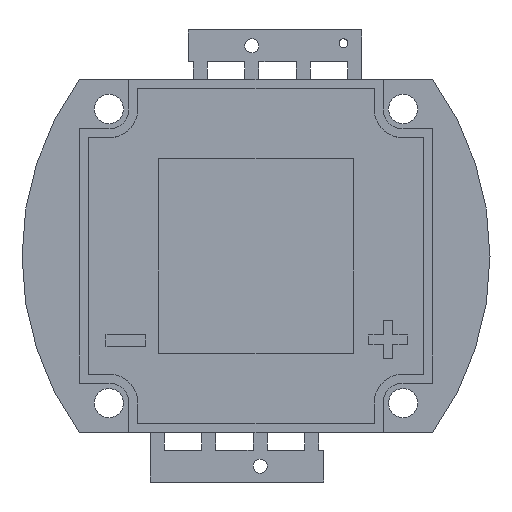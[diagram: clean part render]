
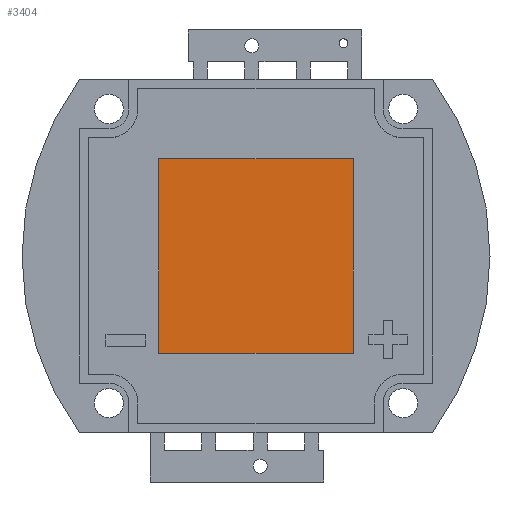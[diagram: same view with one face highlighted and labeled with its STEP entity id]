
A CAD part, top view. The second image highlights one B-rep face of the part: STEP entity #3404.
In plain terms, the highlighted planar face has unit normal (0, 0, 1).
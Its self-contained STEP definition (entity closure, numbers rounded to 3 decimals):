
#3281 = VERTEX_POINT('',#3282);
#3282 = CARTESIAN_POINT('',(-11.,-11.,2.6));
#3288 = EDGE_CURVE('',#3281,#3289,#3291,.T.);
#3289 = VERTEX_POINT('',#3290);
#3290 = CARTESIAN_POINT('',(-11.,11.,2.6));
#3291 = LINE('',#3292,#3293);
#3292 = CARTESIAN_POINT('',(-11.,-11.,2.6));
#3293 = VECTOR('',#3294,1.);
#3294 = DIRECTION('',(0.,1.,0.));
#3312 = VERTEX_POINT('',#3313);
#3313 = CARTESIAN_POINT('',(11.,-11.,2.6));
#3319 = EDGE_CURVE('',#3312,#3281,#3320,.T.);
#3320 = LINE('',#3321,#3322);
#3321 = CARTESIAN_POINT('',(11.,-11.,2.6));
#3322 = VECTOR('',#3323,1.);
#3323 = DIRECTION('',(-1.,0.,0.));
#3336 = EDGE_CURVE('',#3289,#3337,#3339,.T.);
#3337 = VERTEX_POINT('',#3338);
#3338 = CARTESIAN_POINT('',(11.,11.,2.6));
#3339 = LINE('',#3340,#3341);
#3340 = CARTESIAN_POINT('',(-11.,11.,2.6));
#3341 = VECTOR('',#3342,1.);
#3342 = DIRECTION('',(1.,0.,0.));
#3360 = EDGE_CURVE('',#3337,#3312,#3361,.T.);
#3361 = LINE('',#3362,#3363);
#3362 = CARTESIAN_POINT('',(11.,11.,2.6));
#3363 = VECTOR('',#3364,1.);
#3364 = DIRECTION('',(0.,-1.,0.));
#3404 = ADVANCED_FACE('',(#3405),#3411,.T.);
#3405 = FACE_BOUND('',#3406,.F.);
#3406 = EDGE_LOOP('',(#3407,#3408,#3409,#3410));
#3407 = ORIENTED_EDGE('',*,*,#3336,.T.);
#3408 = ORIENTED_EDGE('',*,*,#3360,.T.);
#3409 = ORIENTED_EDGE('',*,*,#3319,.T.);
#3410 = ORIENTED_EDGE('',*,*,#3288,.T.);
#3411 = PLANE('',#3412);
#3412 = AXIS2_PLACEMENT_3D('',#3413,#3414,#3415);
#3413 = CARTESIAN_POINT('',(0.,0.,2.6));
#3414 = DIRECTION('',(0.,0.,1.));
#3415 = DIRECTION('',(1.,0.,0.));
